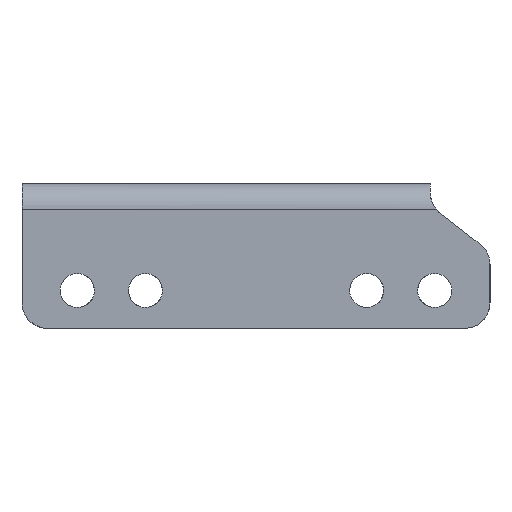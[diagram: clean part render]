
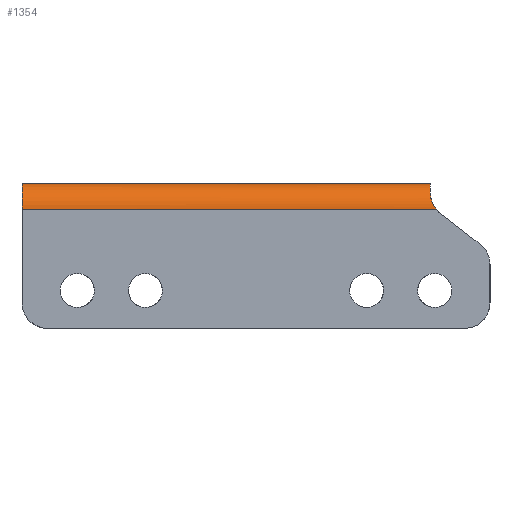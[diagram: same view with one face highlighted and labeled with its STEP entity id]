
A CAD part, left-side view. The second image highlights one B-rep face of the part: STEP entity #1354.
In plain terms, the highlighted cylindrical face has radius 1.5 mm (diameter 3 mm), a partial arc.
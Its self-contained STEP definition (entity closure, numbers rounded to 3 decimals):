
#361=CARTESIAN_POINT('Vertex',(-16.5,-12.329,-0.2)) ;
#364=CARTESIAN_POINT('Line Origine',(-16.5,-0.164,-0.2)) ;
#368=CARTESIAN_POINT('Vertex',(-16.5,12.,-0.2)) ;
#650=CARTESIAN_POINT('Control Point',(-16.5,12.,-0.2)) ;
#651=CARTESIAN_POINT('Control Point',(-16.5,12.,-0.02)) ;
#652=CARTESIAN_POINT('Control Point',(-16.473,12.,0.16)) ;
#653=CARTESIAN_POINT('Control Point',(-16.419,12.,0.335)) ;
#654=CARTESIAN_POINT('Control Point',(-16.26,12.,0.662)) ;
#655=CARTESIAN_POINT('Control Point',(-16.012,12.,0.929)) ;
#656=CARTESIAN_POINT('Control Point',(-15.869,12.,1.042)) ;
#657=CARTESIAN_POINT('Control Point',(-15.614,12.,1.189)) ;
#658=CARTESIAN_POINT('Control Point',(-15.332,12.,1.269)) ;
#659=CARTESIAN_POINT('Control Point',(-15.222,12.,1.29)) ;
#660=CARTESIAN_POINT('Control Point',(-15.111,12.,1.3)) ;
#661=CARTESIAN_POINT('Control Point',(-15.,12.,1.3)) ;
#662=CARTESIAN_POINT('Vertex',(-15.,12.,1.3)) ;
#1138=CARTESIAN_POINT('Vertex',(-15.,-12.,1.3)) ;
#1144=CARTESIAN_POINT('Control Point',(-15.,-12.,1.3)) ;
#1145=CARTESIAN_POINT('Control Point',(-15.161,-12.,1.3)) ;
#1146=CARTESIAN_POINT('Control Point',(-15.322,-12.,1.278)) ;
#1147=CARTESIAN_POINT('Control Point',(-15.48,-12.,1.235)) ;
#1148=CARTESIAN_POINT('Control Point',(-15.729,-12.,1.128)) ;
#1149=CARTESIAN_POINT('Control Point',(-15.948,-12.,0.97)) ;
#1150=CARTESIAN_POINT('Control Point',(-16.029,-12.,0.899)) ;
#1151=CARTESIAN_POINT('Control Point',(-16.104,-12.,0.821)) ;
#1152=CARTESIAN_POINT('Control Point',(-16.171,-12.,0.737)) ;
#1153=CARTESIAN_POINT('Vertex',(-16.171,-12.,0.737)) ;
#1203=CARTESIAN_POINT('Control Point',(-16.171,-12.,0.737)) ;
#1204=CARTESIAN_POINT('Control Point',(-16.307,-12.,0.567)) ;
#1205=CARTESIAN_POINT('Control Point',(-16.411,-12.023,0.377)) ;
#1206=CARTESIAN_POINT('Control Point',(-16.477,-12.088,0.163)) ;
#1207=CARTESIAN_POINT('Control Point',(-16.5,-12.192,-0.029)) ;
#1208=CARTESIAN_POINT('Control Point',(-16.5,-12.329,-0.2)) ;
#1337=CARTESIAN_POINT('Axis2P3D Location',(-15.,0.,-0.2)) ;
#1342=CARTESIAN_POINT('Line Origine',(-15.,0.,1.3)) ;
#365=DIRECTION('Vector Direction',(0.,1.,0.)) ;
#1338=DIRECTION('Axis2P3D Direction',(0.,1.,0.)) ;
#1339=DIRECTION('Axis2P3D XDirection',(-1.,0.,0.)) ;
#1343=DIRECTION('Vector Direction',(0.,1.,0.)) ;
#1340=AXIS2_PLACEMENT_3D('Cylinder Axis2P3D',#1337,#1338,#1339) ;
#1348=ORIENTED_EDGE('',*,*,#664,.F.) ;
#1349=ORIENTED_EDGE('',*,*,#370,.F.) ;
#1350=ORIENTED_EDGE('',*,*,#1209,.F.) ;
#1351=ORIENTED_EDGE('',*,*,#1155,.F.) ;
#1352=ORIENTED_EDGE('',*,*,#1346,.F.) ;
#366=VECTOR('Line Direction',#365,1.) ;
#1344=VECTOR('Line Direction',#1343,1.) ;
#1354=ADVANCED_FACE('Fillet1',(#1353),#1341,.T.) ;
#649=B_SPLINE_CURVE_WITH_KNOTS('',5,(#650,#651,#652,#653,#654,#655,#656,#657,#658,#659,#660,#661),.UNSPECIFIED.,.F.,.U.,(6,3,3,6),(0.,1.273,2.546,3.332),.UNSPECIFIED.) ;
#1143=B_SPLINE_CURVE_WITH_KNOTS('',5,(#1144,#1145,#1146,#1147,#1148,#1149,#1150,#1151,#1152),.UNSPECIFIED.,.F.,.U.,(6,3,6),(0.,1.14,1.9),.UNSPECIFIED.) ;
#1202=B_SPLINE_CURVE_WITH_KNOTS('',5,(#1203,#1204,#1205,#1206,#1207,#1208),.UNSPECIFIED.,.F.,.U.,(6,6),(0.,1.541),.UNSPECIFIED.) ;
#1341=CYLINDRICAL_SURFACE('generated cylinder',#1340,1.5) ;
#370=EDGE_CURVE('',#362,#369,#367,.T.) ;
#664=EDGE_CURVE('',#369,#663,#649,.T.) ;
#1155=EDGE_CURVE('',#1139,#1154,#1143,.T.) ;
#1209=EDGE_CURVE('',#1154,#362,#1202,.T.) ;
#1346=EDGE_CURVE('',#663,#1139,#1345,.F.) ;
#1347=EDGE_LOOP('',(#1348,#1349,#1350,#1351,#1352)) ;
#1353=FACE_OUTER_BOUND('',#1347,.T.) ;
#367=LINE('Line',#364,#366) ;
#1345=LINE('Line',#1342,#1344) ;
#362=VERTEX_POINT('',#361) ;
#369=VERTEX_POINT('',#368) ;
#663=VERTEX_POINT('',#662) ;
#1139=VERTEX_POINT('',#1138) ;
#1154=VERTEX_POINT('',#1153) ;
